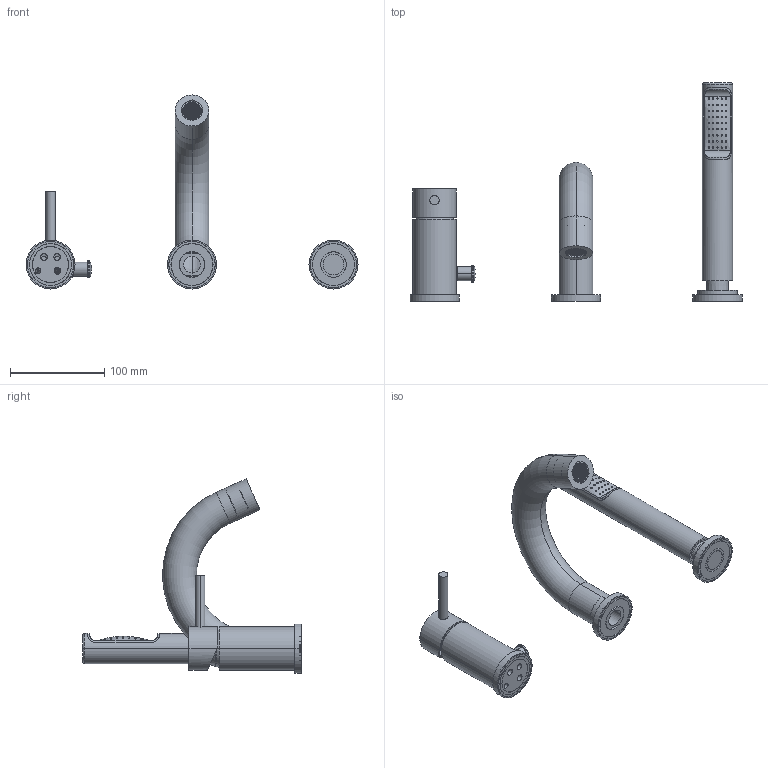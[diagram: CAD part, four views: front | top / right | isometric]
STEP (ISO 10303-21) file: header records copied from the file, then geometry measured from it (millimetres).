
FILE_DESCRIPTION((''),'2;1');
FILE_NAME('BI040LCR','2021-11-03T15:27:34',('ut3'),('PAFFONI SpA'),'CREO PARAMETRIC BY PTC INC, 2020044','CREO PARAMETRIC BY PTC INC, 2020044','');
FILE_SCHEMA(('CONFIG_CONTROL_DESIGN','SHAPE_APPEARANCE_LAYERS_GROUPS'));
Length unit declared in the file: millimetre
Products named in the file (1): BI040LCR
Bounding box: 352 x 232 x 205.82 mm (x, y, z)
Volume: 311933.5 mm3; surface area: 198909.3 mm2
Topology: 6 solids, 6 shells, 2058 faces, 5660 edges, 3628 vertices
Faces by surface type: plane 1196, cylinder 623, torus 118, cone 104, bspline 9, sphere 8
Entity records: 96362 total; most frequent: CARTESIAN_POINT 28833, ORIENTED_EDGE 11280, DIRECTION 10545, EDGE_CURVE 5640, VERTEX_POINT 3626, AXIS2_PLACEMENT_3D 3589, VECTOR 3367, LINE 3367
